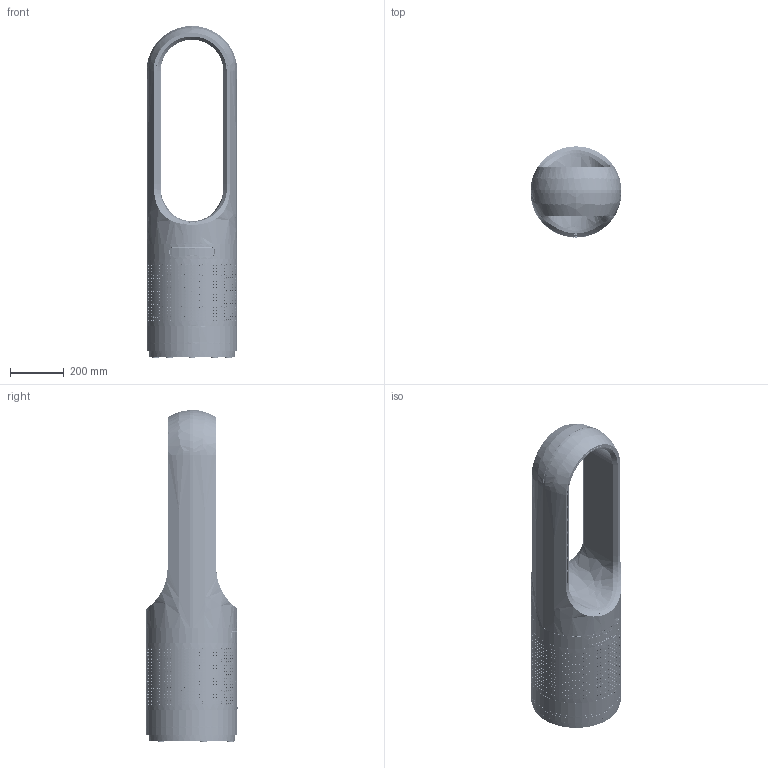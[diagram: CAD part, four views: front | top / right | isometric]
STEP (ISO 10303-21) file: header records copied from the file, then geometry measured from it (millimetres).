
FILE_DESCRIPTION(('FreeCAD Model'),'2;1');
FILE_NAME('Open CASCADE Shape Model','2025-04-29T16:06:42',('FreeCAD'),( 'FreeCAD'),'Open CASCADE STEP processor 7.6','FreeCAD','Unknown');
FILE_SCHEMA(('AUTOMOTIVE_DESIGN { 1 0 10303 214 1 1 1 1 }'));
Products named in the file (1): Open CASCADE STEP translator 7.6 1
Bounding box: 337 x 337.52 x 1230.33 mm (x, y, z)
Volume: 11022932.7 mm3; surface area: 2614350.3 mm2
Topology: 17 solids, 37 shells, 4920 faces, 14184 edges, 9315 vertices
Faces by surface type: bspline 4920
Entity records: 324258 total; most frequent: CARTESIAN_POINT 238343, ORIENTED_EDGE 28225, EDGE_CURVE 14154, B_SPLINE_CURVE_WITH_KNOTS 12507, VERTEX_POINT 9315, FACE_BOUND 7629, EDGE_LOOP 7629, ADVANCED_FACE 4920
